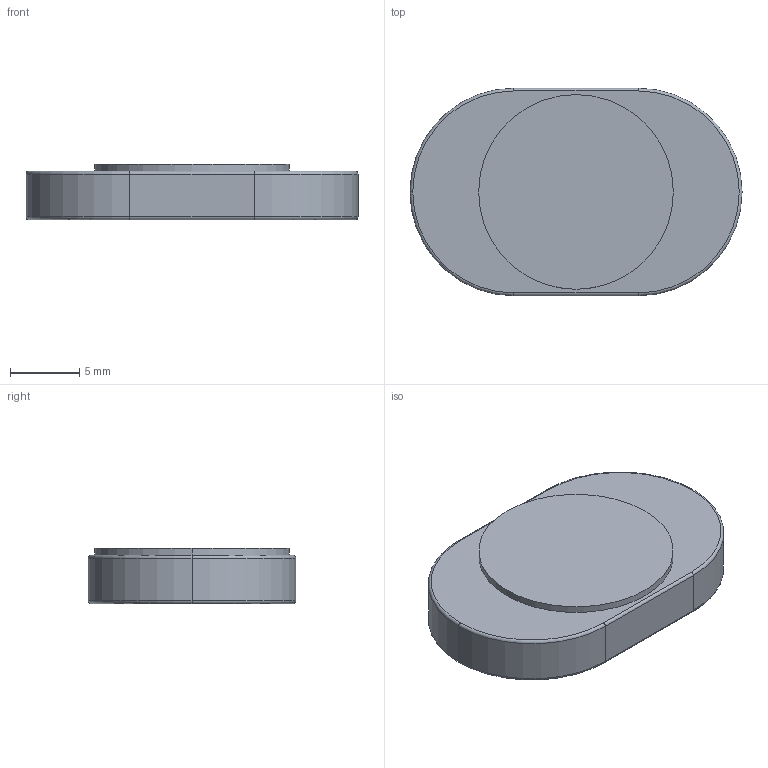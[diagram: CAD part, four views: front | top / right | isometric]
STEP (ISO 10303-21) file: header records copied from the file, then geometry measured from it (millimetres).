
FILE_DESCRIPTION (( 'STEP AP214' ), '1' );
FILE_NAME ('Speaker-24x15.STEP', '2019-05-09T04:20:48', ( '' ), ( '' ), 'SwSTEP 2.0', 'SolidWorks 2015', '' );
FILE_SCHEMA (( 'AUTOMOTIVE_DESIGN' ));
Length unit declared in the file: millimetre
Products named in the file (2): Speaker-24x15
Bounding box: 24 x 15 x 4 mm (x, y, z)
Volume: 1167.7 mm3; surface area: 862.3 mm2
Topology: 1 solids, 1 shells, 20 faces, 41 edges, 24 vertices
Faces by surface type: cylinder 9, torus 6, plane 5
Entity records: 800 total; most frequent: DIRECTION 111, CARTESIAN_POINT 87, ORIENTED_EDGE 82, AXIS2_PLACEMENT_3D 48, EDGE_CURVE 41, CIRCLE 26, VERTEX_POINT 24, UNCERTAINTY_MEASURE_WITH_UNIT 23
